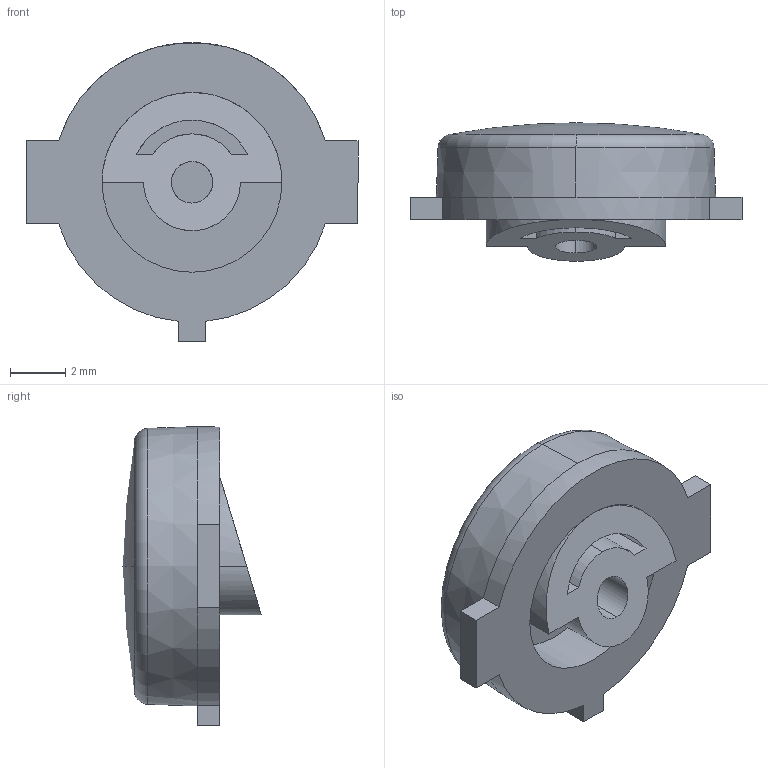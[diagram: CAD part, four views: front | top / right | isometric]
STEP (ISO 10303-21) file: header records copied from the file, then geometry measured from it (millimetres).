
FILE_DESCRIPTION (( 'STEP AP214' ), '1' );
FILE_NAME ('ps-org.STEP', '2021-09-04T14:51:17', ( 'NoNo' ), ( '' ), 'SwSTEP 2.0', 'none', '' );
FILE_SCHEMA (( 'AUTOMOTIVE_DESIGN' ));
Length unit declared in the file: millimetre
Products named in the file (1): ps-org
Bounding box: 12 x 5 x 10.8 mm (x, y, z)
Volume: 239.5 mm3; surface area: 362.8 mm2
Topology: 1 solids, 1 shells, 42 faces, 111 edges, 70 vertices
Faces by surface type: plane 23, cylinder 13, torus 2, sphere 2, cone 2
Entity records: 1339 total; most frequent: CARTESIAN_POINT 251, DIRECTION 226, ORIENTED_EDGE 222, EDGE_CURVE 111, AXIS2_PLACEMENT_3D 81, VERTEX_POINT 70, LINE 64, VECTOR 64
